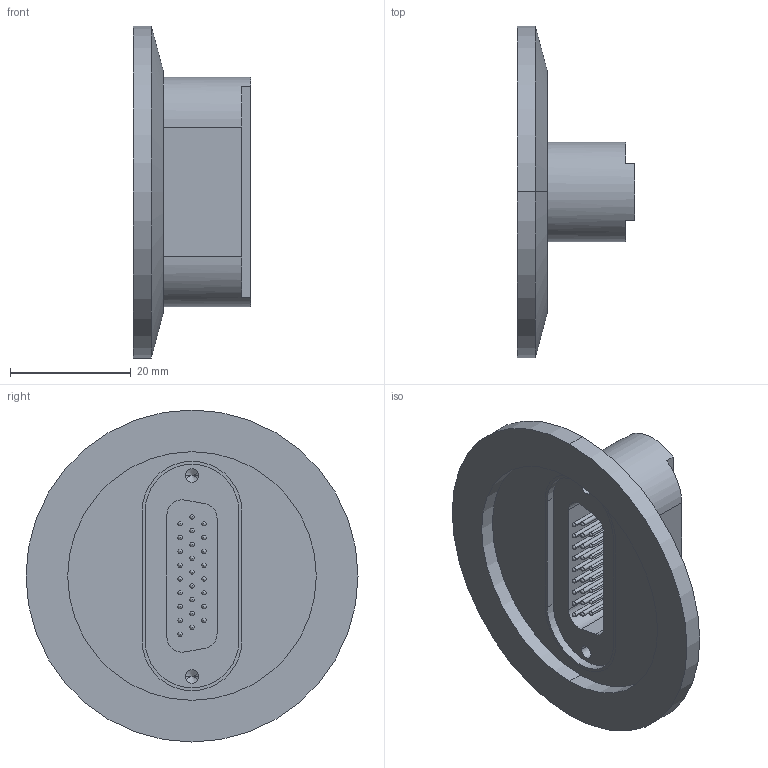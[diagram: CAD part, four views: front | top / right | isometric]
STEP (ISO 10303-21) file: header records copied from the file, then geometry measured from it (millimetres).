
FILE_DESCRIPTION (( 'STEP AP214' ), '1' );
FILE_NAME ('210-HD26-K40.STEP', '2015-09-25T09:19:11', ( '' ), ( '' ), 'SwSTEP 2.0', 'SolidWorks 2014', '' );
FILE_SCHEMA (( 'AUTOMOTIVE_DESIGN' ));
Length unit declared in the file: millimetre
Products named in the file (5): 210-HD26-K40; 218-HDX-SS_218-HD26-SS; 9210-PIN-FENI-0.7_vergoldet; 9218-HDX-SS_26 pol. 0,7mm Bohrung; 9210-D15-K40_DN40 KF
Assembly tree (29 placements, depth 3):
  210-HD26-K40
    9210-D15-K40_DN40 KF
    218-HDX-SS_218-HD26-SS
      9218-HDX-SS_26 pol. 0,7mm Bohrung
      9210-PIN-FENI-0.7_vergoldet  x26
Bounding box: 19.5 x 55 x 55 mm (x, y, z)
Volume: 12001.3 mm3; surface area: 9623.4 mm2
Topology: 28 solids, 28 shells, 219 faces, 623 edges, 408 vertices
Faces by surface type: cylinder 131, sphere 52, plane 26, cone 10
Entity records: 4299 total; most frequent: DIRECTION 781, CARTESIAN_POINT 665, ORIENTED_EDGE 618, AXIS2_PLACEMENT_3D 320, EDGE_CURVE 309, VERTEX_POINT 204, EDGE_LOOP 181, CIRCLE 168
